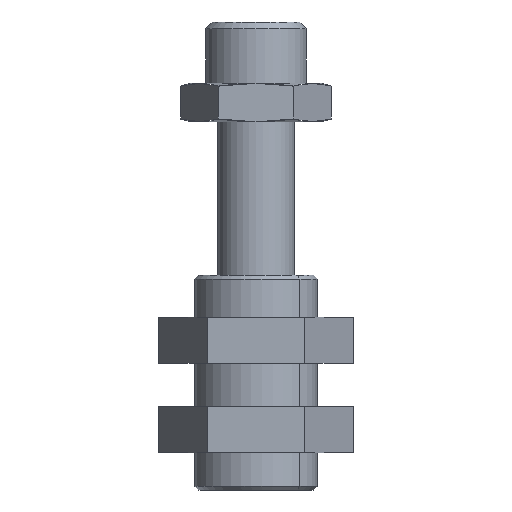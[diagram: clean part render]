
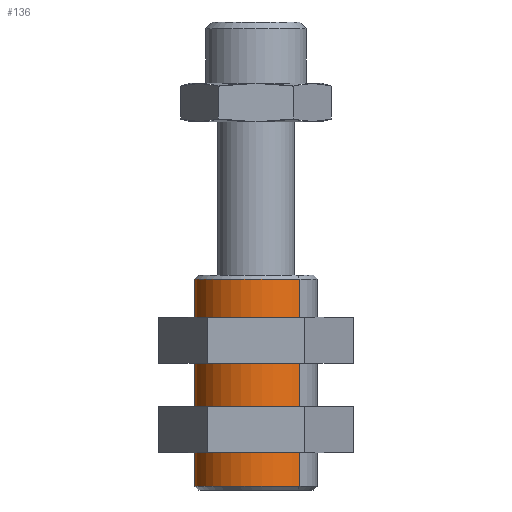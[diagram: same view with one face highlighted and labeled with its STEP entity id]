
A CAD part, front view. The second image highlights one B-rep face of the part: STEP entity #136.
In plain terms, the highlighted cylindrical face has radius 8 mm (diameter 16 mm), a partial arc.
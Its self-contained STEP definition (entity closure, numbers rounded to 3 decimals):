
#136=ADVANCED_FACE('',(#304),#305,.T.);
#304=FACE_OUTER_BOUND('',#537,.T.);
#305=CYLINDRICAL_SURFACE('',#538,8.0);
#537=EDGE_LOOP('',(#769,#770,#771,#772));
#538=AXIS2_PLACEMENT_3D('',#773,#774,#775);
#769=ORIENTED_EDGE('',*,*,#1287,.T.);
#770=ORIENTED_EDGE('',*,*,#1288,.T.);
#771=ORIENTED_EDGE('',*,*,#1284,.T.);
#772=ORIENTED_EDGE('',*,*,#1289,.F.);
#773=CARTESIAN_POINT('',(21.167,24.694,-42.));
#774=DIRECTION('',(0.,0.,-1.0));
#775=DIRECTION('',(0.715,-0.699,0.));
#1284=EDGE_CURVE('',#1631,#1629,#1632,.T.);
#1287=EDGE_CURVE('',#1635,#1636,#1637,.T.);
#1288=EDGE_CURVE('',#1636,#1631,#1638,.T.);
#1289=EDGE_CURVE('',#1635,#1629,#1639,.T.);
#1629=VERTEX_POINT('',#2213);
#1631=VERTEX_POINT('',#2216);
#1632=CIRCLE('',#2217,8.0);
#1635=VERTEX_POINT('',#2221);
#1636=VERTEX_POINT('',#2222);
#1637=CIRCLE('',#2223,8.0);
#1638=LINE('',#2224,#2225);
#1639=LINE('',#2226,#2227);
#2213=CARTESIAN_POINT('',(26.889,19.104,-69.5));
#2216=CARTESIAN_POINT('',(15.444,30.285,-69.5));
#2217=AXIS2_PLACEMENT_3D('',#3064,#3065,#3066);
#2221=CARTESIAN_POINT('',(26.889,19.104,-42.5));
#2222=CARTESIAN_POINT('',(15.444,30.285,-42.5));
#2223=AXIS2_PLACEMENT_3D('',#3068,#3069,#3070);
#2224=CARTESIAN_POINT('',(15.444,30.285,-42.));
#2225=VECTOR('',#3071,1000.0);
#2226=CARTESIAN_POINT('',(26.889,19.104,-42.));
#2227=VECTOR('',#3072,1000.0);
#3064=CARTESIAN_POINT('',(21.167,24.694,-69.5));
#3065=DIRECTION('',(0.,0.,1.0));
#3066=DIRECTION('',(-0.715,0.699,0.));
#3068=CARTESIAN_POINT('',(21.167,24.694,-42.5));
#3069=DIRECTION('',(0.,0.,-1.0));
#3070=DIRECTION('',(-0.715,0.699,0.));
#3071=DIRECTION('',(0.,0.,-1.0));
#3072=DIRECTION('',(0.,0.,-1.0));
